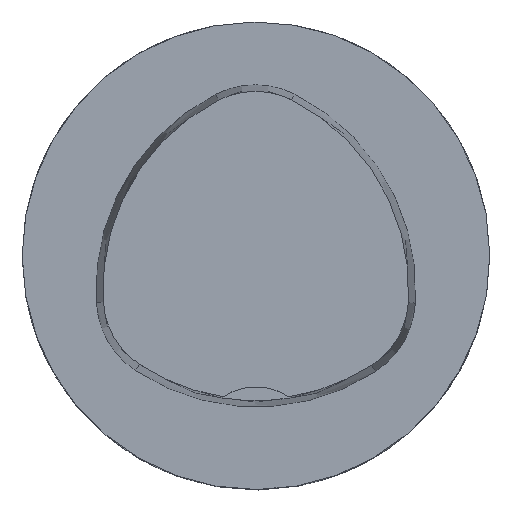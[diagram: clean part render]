
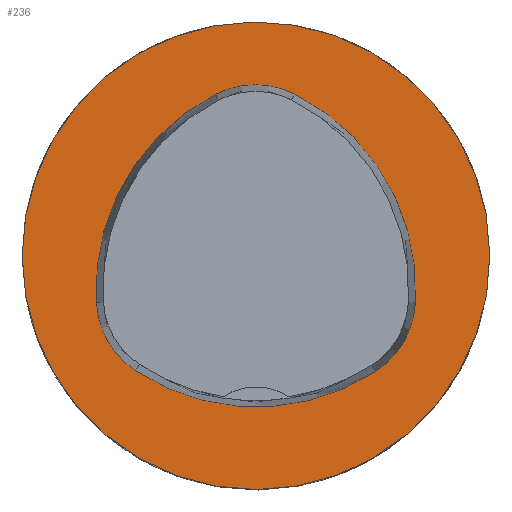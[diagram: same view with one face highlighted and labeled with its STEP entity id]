
A CAD part, top view. The second image highlights one B-rep face of the part: STEP entity #236.
In plain terms, the highlighted planar face has unit normal (0, 0, 1).
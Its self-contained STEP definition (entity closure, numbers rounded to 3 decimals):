
#210=FACE_BOUND('',#333,.T.);
#211=FACE_BOUND('',#334,.T.);
#236=ADVANCED_FACE('',(#210,#211),#255,.T.);
#255=PLANE('',#771);
#333=EDGE_LOOP('',(#432,#433,#434,#435,#436,#437));
#334=EDGE_LOOP('',(#438));
#432=ORIENTED_EDGE('',*,*,#578,.T.);
#433=ORIENTED_EDGE('',*,*,#558,.T.);
#434=ORIENTED_EDGE('',*,*,#562,.T.);
#435=ORIENTED_EDGE('',*,*,#565,.T.);
#436=ORIENTED_EDGE('',*,*,#568,.T.);
#437=ORIENTED_EDGE('',*,*,#576,.T.);
#438=ORIENTED_EDGE('',*,*,#548,.F.);
#499=VERTEX_POINT('',#1062);
#509=VERTEX_POINT('',#1089);
#510=VERTEX_POINT('',#1090);
#513=VERTEX_POINT('',#1098);
#515=VERTEX_POINT('',#1104);
#517=VERTEX_POINT('',#1110);
#524=VERTEX_POINT('',#1131);
#548=EDGE_CURVE('',#499,#499,#604,.T.);
#558=EDGE_CURVE('',#509,#510,#606,.T.);
#562=EDGE_CURVE('',#510,#513,#608,.T.);
#565=EDGE_CURVE('',#513,#515,#610,.T.);
#568=EDGE_CURVE('',#515,#517,#612,.T.);
#576=EDGE_CURVE('',#517,#524,#616,.T.);
#578=EDGE_CURVE('',#524,#509,#618,.T.);
#604=CIRCLE('',#741,16.);
#606=CIRCLE('',#749,15.);
#608=CIRCLE('',#752,6.);
#610=CIRCLE('',#755,15.);
#612=CIRCLE('',#758,6.);
#616=CIRCLE('',#763,15.);
#618=CIRCLE('',#766,6.);
#741=AXIS2_PLACEMENT_3D('',#1061,#871,#872);
#749=AXIS2_PLACEMENT_3D('',#1088,#892,#893);
#752=AXIS2_PLACEMENT_3D('',#1097,#900,#901);
#755=AXIS2_PLACEMENT_3D('',#1103,#907,#908);
#758=AXIS2_PLACEMENT_3D('',#1109,#914,#915);
#763=AXIS2_PLACEMENT_3D('',#1132,#926,#927);
#766=AXIS2_PLACEMENT_3D('',#1135,#932,#933);
#771=AXIS2_PLACEMENT_3D('',#1140,#942,#943);
#871=DIRECTION('',(0.,0.,-1.));
#872=DIRECTION('',(-1.,0.,0.));
#892=DIRECTION('',(0.,0.,-1.));
#893=DIRECTION('',(-1.,0.,0.));
#900=DIRECTION('',(0.,0.,-1.));
#901=DIRECTION('',(-1.,0.,0.));
#907=DIRECTION('',(0.,0.,-1.));
#908=DIRECTION('',(-1.,0.,0.));
#914=DIRECTION('',(0.,0.,-1.));
#915=DIRECTION('',(-1.,0.,0.));
#926=DIRECTION('',(0.,0.,-1.));
#927=DIRECTION('',(-1.,0.,0.));
#932=DIRECTION('',(0.,0.,-1.));
#933=DIRECTION('',(-1.,0.,0.));
#942=DIRECTION('',(0.,0.,1.));
#943=DIRECTION('',(1.,0.,0.));
#1061=CARTESIAN_POINT('',(0.,0.,0.));
#1062=CARTESIAN_POINT('',(-16.,0.,0.));
#1088=CARTESIAN_POINT('',(4.048,-2.316,0.));
#1089=CARTESIAN_POINT('',(-10.926,-3.206,0.));
#1090=CARTESIAN_POINT('',(-2.774,11.043,0.));
#1097=CARTESIAN_POINT('',(-0.045,5.7,0.));
#1098=CARTESIAN_POINT('',(2.638,11.066,0.));
#1103=CARTESIAN_POINT('',(-4.07,-2.35,0.));
#1104=CARTESIAN_POINT('',(10.903,-3.249,0.));
#1109=CARTESIAN_POINT('',(4.914,-2.889,0.));
#1110=CARTESIAN_POINT('',(8.177,-7.924,0.));
#1131=CARTESIAN_POINT('',(-8.24,-7.859,0.));
#1132=CARTESIAN_POINT('',(0.019,4.663,0.));
#1135=CARTESIAN_POINT('',(-4.936,-2.85,0.));
#1140=CARTESIAN_POINT('',(0.,0.,0.));
